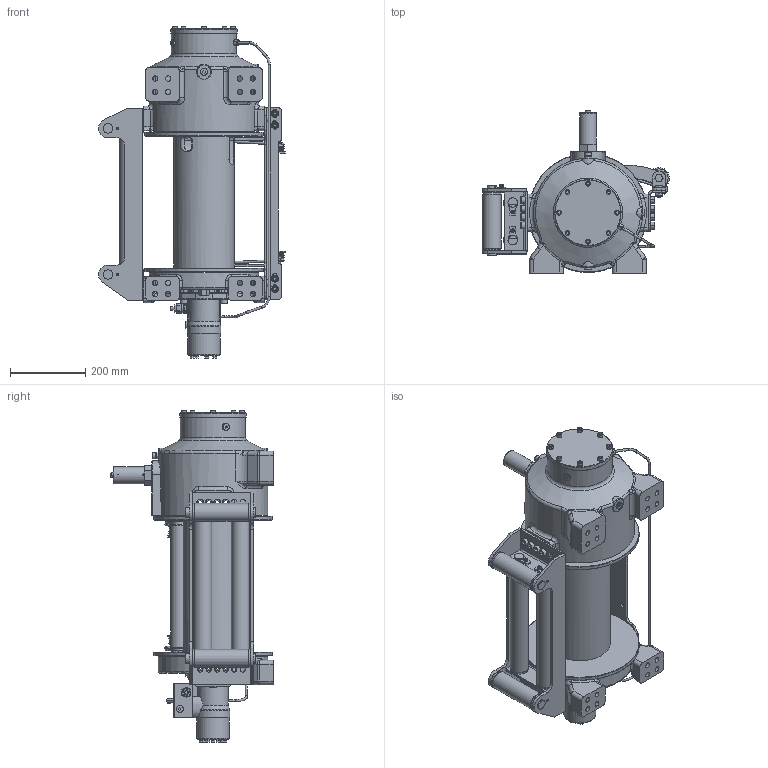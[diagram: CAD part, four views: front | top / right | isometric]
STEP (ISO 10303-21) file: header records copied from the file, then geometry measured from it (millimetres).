
FILE_DESCRIPTION(/* description */ ('STEP AP214'),/* implementation_level */ '2;1');
FILE_NAME(/* name */ '648-153_Hammer_HMW14.2 PHT-P-EN.stp',/* time_stamp */ '2019-07-23T16:06:45+02:00',/* author */ ('lang1ph'),/* organization */ (''),/* preprocessor_version */ 'ST-DEVELOPER v17.2',/* originating_system */ 'Autodesk Inventor 2019',/* authorisation */ '');
FILE_SCHEMA (('AUTOMOTIVE_DESIGN { 1 0 10303 214 3 1 1 }'));
Products named in the file (1): 648-153_Hammer_HMW14.2 PHT-P-EN
Bounding box: 496.33 x 431.5 x 881.85 mm (x, y, z)
Surface area: 1921599.8 mm2 (no closed solid volume)
Topology: 0 solids, 152 shells, 1489 faces, 4751 edges, 3342 vertices
Faces by surface type: plane 702, cylinder 434, bspline 131, torus 112, cone 92, sphere 18
Full cylindrical faces by diameter (mm): 3 x1, 5 x3, 5.2 x2, 6 x11, 8.5 x1, 9.5 x1, 10 x9, 12 x14, 13 x10, 13.25 x2, 13.6 x1, 14 x17, 15 x1, 16 x2, 16.4 x4, 16.55 x1, 16.85 x1, 18 x18, 18.4 x2, 18.75 x2, 19 x4, 22 x1, 23 x1, 24 x1, 25 x4, 30 x4, 42 x1, 45 x1, 48 x12, 55.75 x2
Entity records: 90668 total; most frequent: CARTESIAN_POINT 47609, DIRECTION 8738, ORIENTED_EDGE 7796, EDGE_CURVE 4723, VERTEX_POINT 3342, AXIS2_PLACEMENT_3D 3259, LINE 2220, VECTOR 2220
